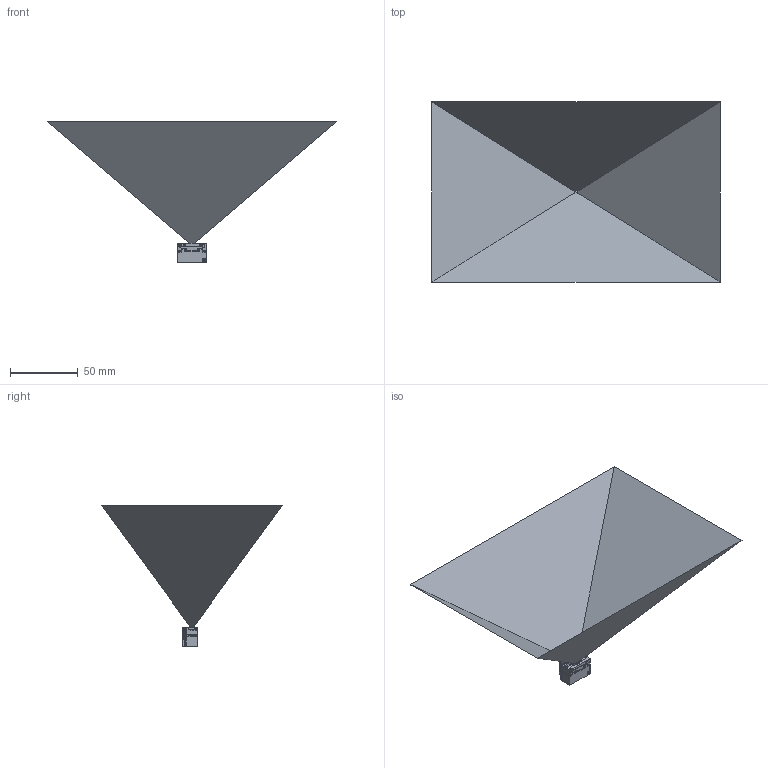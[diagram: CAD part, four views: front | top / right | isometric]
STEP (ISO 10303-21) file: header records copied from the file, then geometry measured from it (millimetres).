
FILE_DESCRIPTION((''),'2;1');
FILE_NAME('PEONY_WAIGUAN','2022-02-24T11:31:07',('ChenJiangX'),(''),'CREO PARAMETRIC BY PTC INC, 2018420','CREO PARAMETRIC BY PTC INC, 2018420','');
FILE_SCHEMA(('CONFIG_CONTROL_DESIGN','SHAPE_APPEARANCE_LAYERS_GROUPS'));
Length unit declared in the file: millimetre
Products named in the file (1): PEONY_WAIGUAN
Bounding box: 212.91 x 133.09 x 103.6 mm (x, y, z)
Volume: 2862.6 mm3; surface area: 45380.1 mm2
Topology: 2 solids, 18 shells, 1106 faces, 2978 edges, 1914 vertices
Faces by surface type: plane 820, cylinder 144, cone 78, bspline 54, torus 8, revolution 2
Entity records: 42059 total; most frequent: CARTESIAN_POINT 14641, ORIENTED_EDGE 5932, DIRECTION 5217, EDGE_CURVE 2968, VECTOR 2071, LINE 2071, VERTEX_POINT 1914, AXIS2_PLACEMENT_3D 1572
